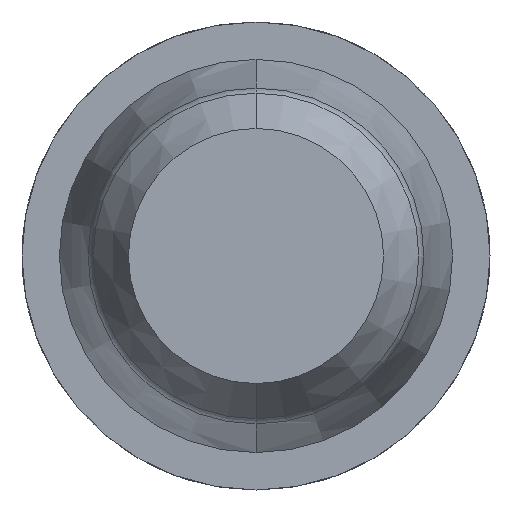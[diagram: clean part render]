
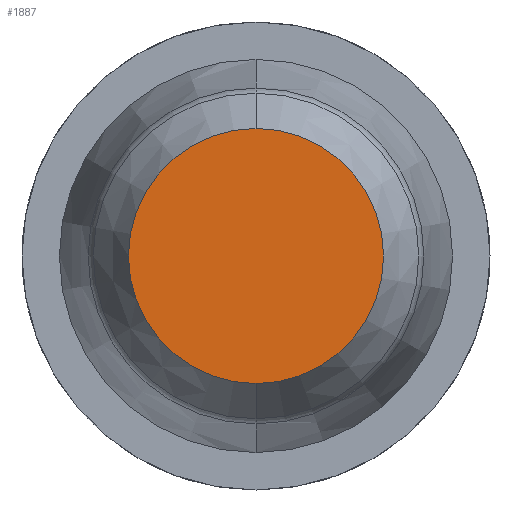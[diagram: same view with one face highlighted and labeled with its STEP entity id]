
A CAD part, front view. The second image highlights one B-rep face of the part: STEP entity #1887.
In plain terms, the highlighted planar face has unit normal (0, -1, 0).
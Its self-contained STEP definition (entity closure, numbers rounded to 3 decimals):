
#125 = CARTESIAN_POINT ( 'NONE',  ( 0., -30.5, 0.627 ) ) ;
#381 = DIRECTION ( 'NONE',  ( 0., 1., 0. ) ) ;
#674 = ORIENTED_EDGE ( 'NONE', *, *, #1043, .F. ) ;
#878 = CARTESIAN_POINT ( 'NONE',  ( 0., -30.5, 0. ) ) ;
#1043 = EDGE_CURVE ( 'Defeature ausgef�hrt3_1+Defeature ausgef�hrt3_0+Defeature ausgef�hrt3_0+Defeature ausgef�hrt3_0', #2269, #1396, #1603, .T. ) ;
#1144 = FACE_OUTER_BOUND ( 'NONE', #2828, .T. ) ;
#1151 = DIRECTION ( 'NONE',  ( 0., 0., 1. ) ) ;
#1396 = VERTEX_POINT ( 'NONE', #125 ) ;
#1603 = CIRCLE ( 'NONE', #1938, 0.627 ) ;
#1697 = AXIS2_PLACEMENT_3D ( 'NONE', #2533, #2213, #3318 ) ;
#1887 = ADVANCED_FACE ( 'Defeature ausgef�hrt3_0', ( #1144 ), #2508, .F. ) ;
#1938 = AXIS2_PLACEMENT_3D ( 'NONE', #1985, #381, #2263 ) ;
#1985 = CARTESIAN_POINT ( 'NONE',  ( 0., -30.5, 0. ) ) ;
#2213 = DIRECTION ( 'NONE',  ( 0., 1., 0. ) ) ;
#2263 = DIRECTION ( 'NONE',  ( 0., 0., 1. ) ) ;
#2269 = VERTEX_POINT ( 'NONE', #3191 ) ;
#2508 = PLANE ( 'NONE',  #3017 ) ;
#2518 = EDGE_CURVE ( 'Defeature ausgef�hrt3_1+Defeature ausgef�hrt3_0+Defeature ausgef�hrt3_0+Defeature ausgef�hrt3_0', #1396, #2269, #3433, .T. ) ;
#2533 = CARTESIAN_POINT ( 'NONE',  ( 0., -30.5, 0. ) ) ;
#2774 = DIRECTION ( 'NONE',  ( 0., 1., 0. ) ) ;
#2828 = EDGE_LOOP ( 'NONE', ( #2984, #674 ) ) ;
#2984 = ORIENTED_EDGE ( 'NONE', *, *, #2518, .F. ) ;
#3017 = AXIS2_PLACEMENT_3D ( 'NONE', #878, #2774, #1151 ) ;
#3191 = CARTESIAN_POINT ( 'NONE',  ( 0., -30.5, -0.627 ) ) ;
#3318 = DIRECTION ( 'NONE',  ( 0., 0., 1. ) ) ;
#3433 = CIRCLE ( 'NONE', #1697, 0.627 ) ;
